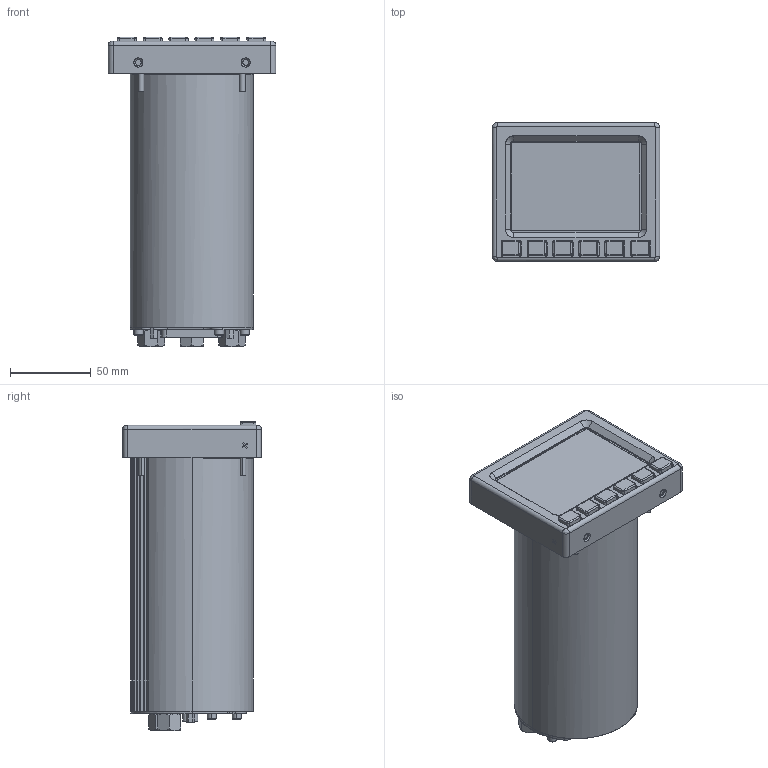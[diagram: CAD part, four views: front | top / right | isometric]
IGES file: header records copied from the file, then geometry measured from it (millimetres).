
Start section: SolidWorks IGES file using analytic representation for surfaces
Global section: file name: EFIS-D6&D10A_solid_model.IGS; native system: SolidWorks 2019; preprocessor: SolidWorks 2019; author: TWright; date: 190318.154557; units: millimetre
Bounding box: 103.89 x 86.09 x 191.88 mm (x, y, z)
Surface area: 93562.8 mm2 (no closed solid volume)
Topology: 0 solids, 0 shells, 3841 faces, 39383 edges, 39377 vertices
Faces by surface type: bspline 3841
